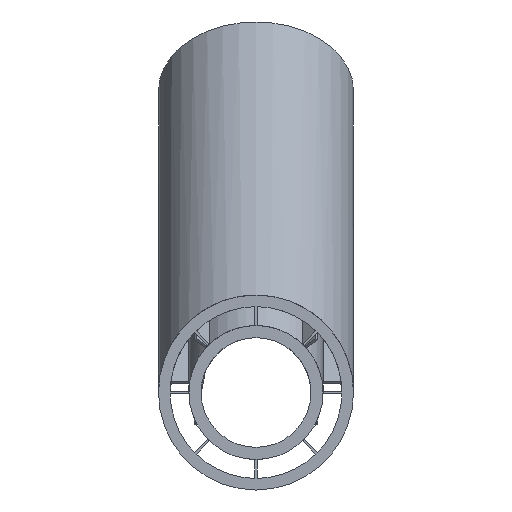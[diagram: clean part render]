
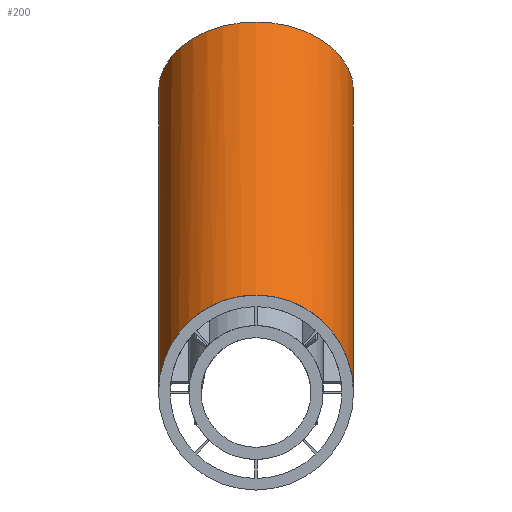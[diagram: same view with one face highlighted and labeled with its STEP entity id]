
A CAD part, left-side view. The second image highlights one B-rep face of the part: STEP entity #200.
In plain terms, the highlighted cylindrical face has radius 80 mm (diameter 160 mm), a full revolution.
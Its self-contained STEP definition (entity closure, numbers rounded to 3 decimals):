
#200 = ADVANCED_FACE( '', ( #471, #472 ), #473, .T. );
#471 = FACE_OUTER_BOUND( '', #800, .T. );
#472 = FACE_OUTER_BOUND( '', #801, .T. );
#473 = CYLINDRICAL_SURFACE( '', #802, 80. );
#800 = EDGE_LOOP( '', ( #1446 ) );
#801 = EDGE_LOOP( '', ( #1447, #1448 ) );
#802 = AXIS2_PLACEMENT_3D( '', #1449, #1450, #1451 );
#1446 = ORIENTED_EDGE( '', *, *, #2296, .F. );
#1447 = ORIENTED_EDGE( '', *, *, #2297, .T. );
#1448 = ORIENTED_EDGE( '', *, *, #2298, .T. );
#1449 = CARTESIAN_POINT( '', ( 247.487, 0., 247.487 ) );
#1450 = DIRECTION( '', ( -0.707, 0., -0.707 ) );
#1451 = DIRECTION( '', ( 0.707, 0., -0.707 ) );
#2296 = EDGE_CURVE( '', #2890, #2890, #2891, .T. );
#2297 = EDGE_CURVE( '', #2892, #2893, #2894, .F. );
#2298 = EDGE_CURVE( '', #2893, #2892, #2895, .T. );
#2890 = VERTEX_POINT( '', #3646 );
#2891 = CIRCLE( '', #3647, 80. );
#2892 = VERTEX_POINT( '', #3648 );
#2893 = VERTEX_POINT( '', #3649 );
#2894 = ELLIPSE( '', #3650, 209.05, 80. );
#2895 = ELLIPSE( '', #3651, 86.591, 80. );
#3646 = CARTESIAN_POINT( '', ( 304.056, 0., 190.919 ) );
#3647 = AXIS2_PLACEMENT_3D( '', #4336, #4337, #4338 );
#3648 = CARTESIAN_POINT( '', ( 0., -80., 0. ) );
#3649 = CARTESIAN_POINT( '', ( 0., 80., 0. ) );
#3650 = AXIS2_PLACEMENT_3D( '', #4339, #4340, #4341 );
#3651 = AXIS2_PLACEMENT_3D( '', #4342, #4343, #4344 );
#4336 = CARTESIAN_POINT( '', ( 247.487, 0., 247.487 ) );
#4337 = DIRECTION( '', ( 0.707, 0., 0.707 ) );
#4338 = DIRECTION( '', ( 0.707, 0., -0.707 ) );
#4339 = CARTESIAN_POINT( '', ( 0., 0., 0. ) );
#4340 = DIRECTION( '', ( 0.383, 0., -0.924 ) );
#4341 = DIRECTION( '', ( 0.924, 0., 0.383 ) );
#4342 = CARTESIAN_POINT( '', ( 0., 0., 0. ) );
#4343 = DIRECTION( '', ( 0.924, 0., 0.383 ) );
#4344 = DIRECTION( '', ( 0.383, 0., -0.924 ) );
